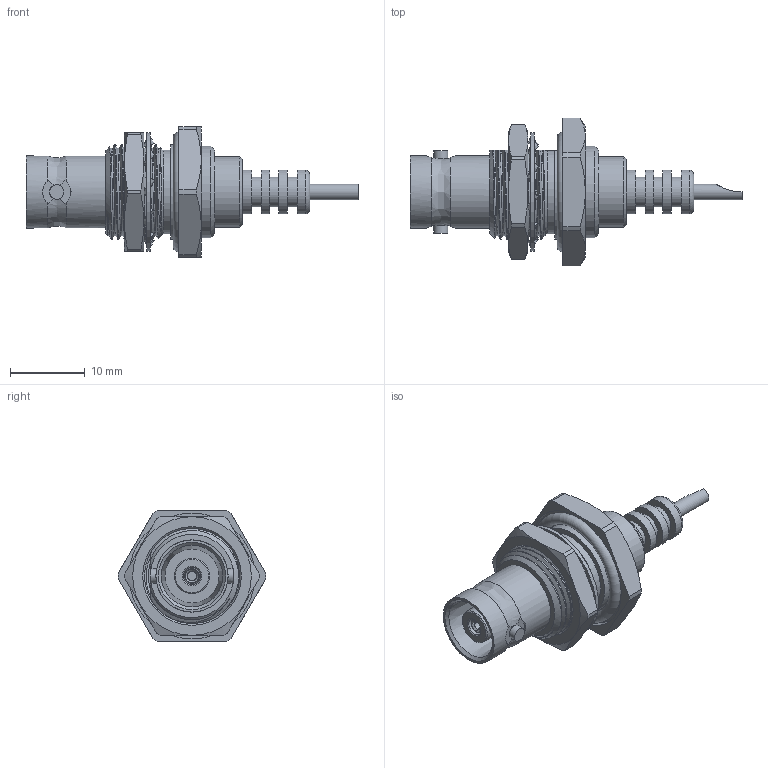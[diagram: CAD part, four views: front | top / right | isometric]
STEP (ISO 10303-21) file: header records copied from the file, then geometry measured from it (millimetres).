
FILE_DESCRIPTION (( 'STEP AP203' ), '1' );
FILE_NAME ('PE4495_3D.step', '2021-05-04T22:31:36', ( '' ), ( '' ), 'SwSTEP 2.0', 'SolidWorks 2020', '' );
FILE_SCHEMA (( 'CONFIG_CONTROL_DESIGN' ));
Length unit declared in the file: inch
Products named in the file (1): PE4495_3D
Bounding box: 44.45 x 19.8 x 17.46 mm (x, y, z)
Volume: 3254.1 mm3; surface area: 3450.3 mm2
Topology: 4 solids, 4 shells, 242 faces, 695 edges, 478 vertices
Faces by surface type: bspline 74, plane 69, cylinder 61, cone 36, torus 2
Full cylindrical faces by diameter (mm): 1.168 x1, 1.295 x1, 1.918 x2, 2.055 x1, 2.159 x1, 2.337 x1, 3.968 x3, 4.724 x1, 5.866 x4, 7.239 x1, 9.478 x1, 9.652 x2, 9.789 x1, 12.21 x1, 12.7 x1, 15.875 x1, 16.834 x1
Entity records: 19444 total; most frequent: CARTESIAN_POINT 13928, ORIENTED_EDGE 1296, DIRECTION 861, EDGE_CURVE 648, VERTEX_POINT 465, AXIS2_PLACEMENT_3D 344, EDGE_LOOP 297, FACE_OUTER_BOUND 266
